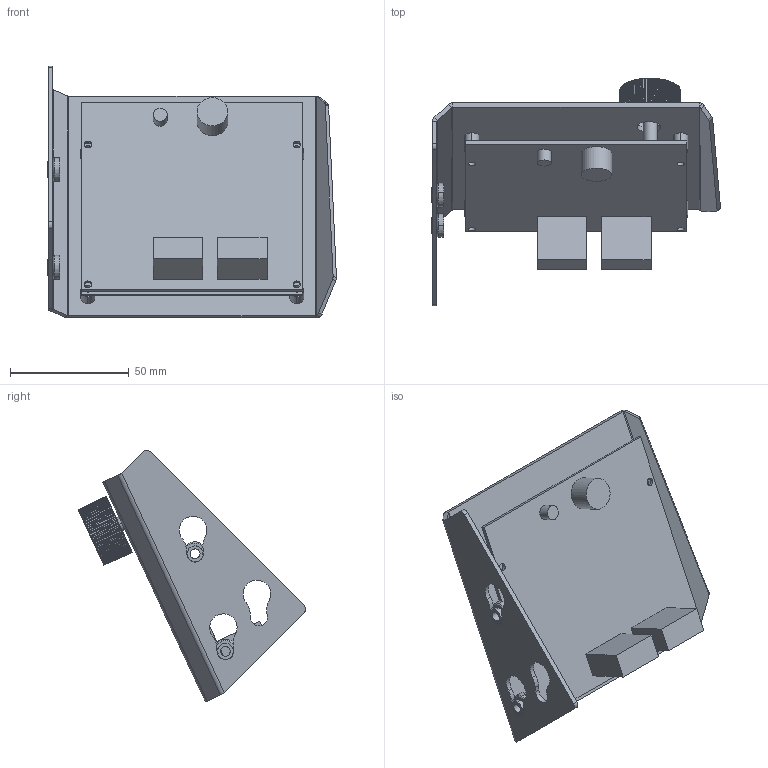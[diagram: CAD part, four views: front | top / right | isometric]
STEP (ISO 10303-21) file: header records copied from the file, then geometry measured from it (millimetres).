
FILE_DESCRIPTION (( 'STEP AP214' ), '1' );
FILE_NAME ('JXHSV06-06000 display components.step', '2023-01-05T07:08:40', ( '微软用户' ), ( '微软中国' ), 'SwSTEP 2.0', 'SolidWorks 2020', '' );
FILE_SCHEMA (( 'AUTOMOTIVE_DESIGN' ));
Length unit declared in the file: millimetre
Products named in the file (5): JXHSV06-06000 display components; 12864MINI Screen; JXHSV06-06002-d Screen Knob; JXHSV06-06001-b screen mounting plate; JXHSV06-06003-d Screen hanger
Assembly tree (5 placements, depth 2):
  JXHSV06-06000 display components
    12864MINI Screen
    JXHSV06-06001-b screen mounting plate
    JXHSV06-06002-d Screen Knob
    JXHSV06-06003-d Screen hanger  x2
Bounding box: 121.56 x 95.71 x 105.88 mm (x, y, z)
Volume: 92421.8 mm3; surface area: 65352.9 mm2
Topology: 6 solids, 6 shells, 785 faces, 2457 edges, 1696 vertices
Faces by surface type: bspline 329, plane 209, cone 170, cylinder 75, sphere 2
Entity records: 40761 total; most frequent: CARTESIAN_POINT 20517, ORIENTED_EDGE 4846, DIRECTION 2715, EDGE_CURVE 2423, VERTEX_POINT 1680, B_SPLINE_CURVE_WITH_KNOTS 1090, AXIS2_PLACEMENT_3D 938, LINE 839
